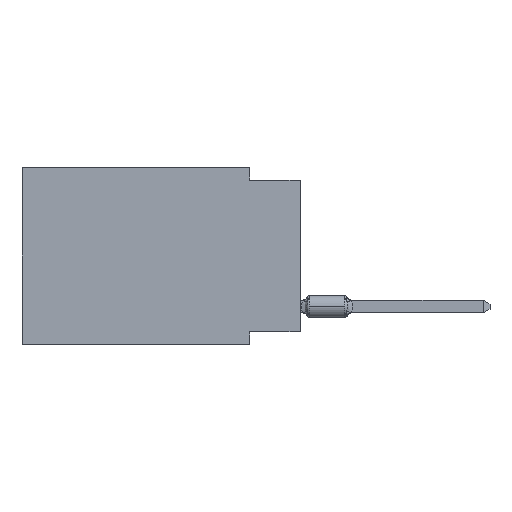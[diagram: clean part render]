
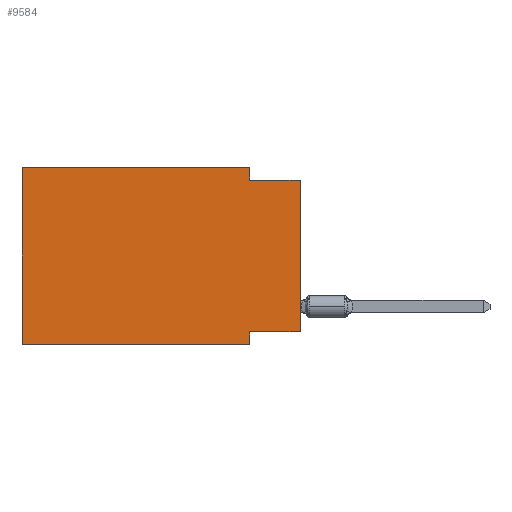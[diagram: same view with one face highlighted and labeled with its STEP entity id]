
A CAD part, left-side view. The second image highlights one B-rep face of the part: STEP entity #9584.
In plain terms, the highlighted planar face has unit normal (-1, 0, 0).
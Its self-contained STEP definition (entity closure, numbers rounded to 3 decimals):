
#411 = LINE ( 'NONE', #26590, #21892 ) ;
#640 = VECTOR ( 'NONE', #24851, 1000. ) ;
#839 = CARTESIAN_POINT ( 'NONE',  ( 0., 2.54, -8.89 ) ) ;
#1562 = CARTESIAN_POINT ( 'NONE',  ( 0., 2.54, 0. ) ) ;
#1974 = DIRECTION ( 'NONE',  ( 0., -1., 0. ) ) ;
#2081 = VERTEX_POINT ( 'NONE', #1562 ) ;
#2939 = VECTOR ( 'NONE', #1974, 1000. ) ;
#4082 = DIRECTION ( 'NONE',  ( 0., 0., 1. ) ) ;
#4226 = VERTEX_POINT ( 'NONE', #7551 ) ;
#4265 = FACE_OUTER_BOUND ( 'NONE', #21831, .T. ) ;
#5155 = EDGE_CURVE ( 'NONE', #4226, #7677, #8439, .T. ) ;
#5406 = CARTESIAN_POINT ( 'NONE',  ( 0., 0., -8.255 ) ) ;
#5625 = VECTOR ( 'NONE', #10180, 1000. ) ;
#5867 = VECTOR ( 'NONE', #20096, 1000. ) ;
#5868 = CARTESIAN_POINT ( 'NONE',  ( 0., 2.54, -8.255 ) ) ;
#5991 = CARTESIAN_POINT ( 'NONE',  ( 0., 13.97, -8.89 ) ) ;
#6155 = LINE ( 'NONE', #25853, #5625 ) ;
#6752 = DIRECTION ( 'NONE',  ( 0., 0., -1. ) ) ;
#6884 = DIRECTION ( 'NONE',  ( 0., 1., 0. ) ) ;
#7123 = VERTEX_POINT ( 'NONE', #17618 ) ;
#7551 = CARTESIAN_POINT ( 'NONE',  ( 0., 13.97, -8.89 ) ) ;
#7677 = VERTEX_POINT ( 'NONE', #11794 ) ;
#7946 = EDGE_CURVE ( 'NONE', #21123, #27968, #411, .T. ) ;
#8439 = LINE ( 'NONE', #5991, #2939 ) ;
#9510 = VECTOR ( 'NONE', #6752, 1000. ) ;
#9584 = ADVANCED_FACE ( 'NONE', ( #4265 ), #18344, .F. ) ;
#10180 = DIRECTION ( 'NONE',  ( 0., -1., 0. ) ) ;
#11757 = CARTESIAN_POINT ( 'NONE',  ( 0., 13.97, 0. ) ) ;
#11794 = CARTESIAN_POINT ( 'NONE',  ( 0., 2.54, -8.89 ) ) ;
#12298 = EDGE_CURVE ( 'NONE', #21123, #21049, #15017, .T. ) ;
#12678 = ORIENTED_EDGE ( 'NONE', *, *, #19403, .F. ) ;
#14093 = VECTOR ( 'NONE', #23727, 1000. ) ;
#14186 = EDGE_CURVE ( 'NONE', #23822, #21049, #6155, .T. ) ;
#14475 = ORIENTED_EDGE ( 'NONE', *, *, #14186, .F. ) ;
#14808 = ORIENTED_EDGE ( 'NONE', *, *, #7946, .F. ) ;
#15017 = LINE ( 'NONE', #16600, #22542 ) ;
#16053 = CARTESIAN_POINT ( 'NONE',  ( 0., 13.97, 0. ) ) ;
#16062 = CARTESIAN_POINT ( 'NONE',  ( 0., 2.54, 0. ) ) ;
#16600 = CARTESIAN_POINT ( 'NONE',  ( 0., 0., 0. ) ) ;
#17618 = CARTESIAN_POINT ( 'NONE',  ( 0., 13.97, 0. ) ) ;
#17671 = LINE ( 'NONE', #839, #9510 ) ;
#18062 = DIRECTION ( 'NONE',  ( 1., 0., 0. ) ) ;
#18344 = PLANE ( 'NONE',  #28376 ) ;
#19210 = ORIENTED_EDGE ( 'NONE', *, *, #12298, .T. ) ;
#19272 = EDGE_CURVE ( 'NONE', #7123, #2081, #21709, .T. ) ;
#19403 = EDGE_CURVE ( 'NONE', #27968, #7677, #17671, .T. ) ;
#20096 = DIRECTION ( 'NONE',  ( 0., 0., -1. ) ) ;
#21049 = VERTEX_POINT ( 'NONE', #22387 ) ;
#21123 = VERTEX_POINT ( 'NONE', #5406 ) ;
#21709 = LINE ( 'NONE', #25877, #14093 ) ;
#21831 = EDGE_LOOP ( 'NONE', ( #19210, #14475, #24990, #27836, #23953, #26907, #12678, #14808 ) ) ;
#21892 = VECTOR ( 'NONE', #6884, 1000. ) ;
#22387 = CARTESIAN_POINT ( 'NONE',  ( 0., 0., -0.635 ) ) ;
#22542 = VECTOR ( 'NONE', #4082, 1000. ) ;
#22659 = DIRECTION ( 'NONE',  ( 0., 0., -1. ) ) ;
#23727 = DIRECTION ( 'NONE',  ( 0., -1., 0. ) ) ;
#23822 = VERTEX_POINT ( 'NONE', #24149 ) ;
#23953 = ORIENTED_EDGE ( 'NONE', *, *, #23998, .F. ) ;
#23998 = EDGE_CURVE ( 'NONE', #4226, #7123, #24993, .T. ) ;
#24149 = CARTESIAN_POINT ( 'NONE',  ( 0., 2.54, -0.635 ) ) ;
#24851 = DIRECTION ( 'NONE',  ( 0., 0., 1. ) ) ;
#24990 = ORIENTED_EDGE ( 'NONE', *, *, #28218, .F. ) ;
#24993 = LINE ( 'NONE', #11757, #640 ) ;
#25853 = CARTESIAN_POINT ( 'NONE',  ( 0., 0., -0.635 ) ) ;
#25877 = CARTESIAN_POINT ( 'NONE',  ( 0., 13.97, 0. ) ) ;
#26590 = CARTESIAN_POINT ( 'NONE',  ( 0., 0., -8.255 ) ) ;
#26907 = ORIENTED_EDGE ( 'NONE', *, *, #5155, .T. ) ;
#27133 = LINE ( 'NONE', #16062, #5867 ) ;
#27836 = ORIENTED_EDGE ( 'NONE', *, *, #19272, .F. ) ;
#27968 = VERTEX_POINT ( 'NONE', #5868 ) ;
#28218 = EDGE_CURVE ( 'NONE', #2081, #23822, #27133, .T. ) ;
#28376 = AXIS2_PLACEMENT_3D ( 'NONE', #16053, #18062, #22659 ) ;
